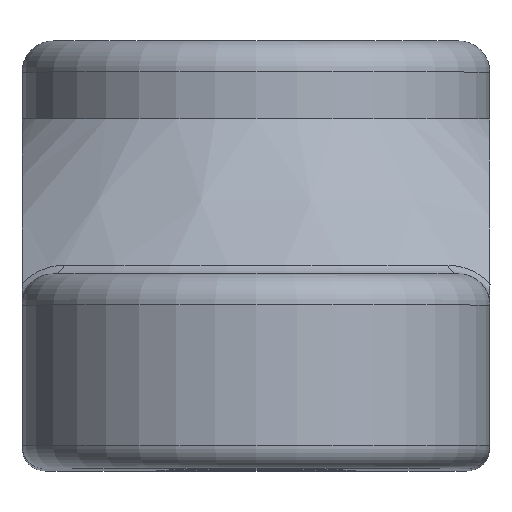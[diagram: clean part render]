
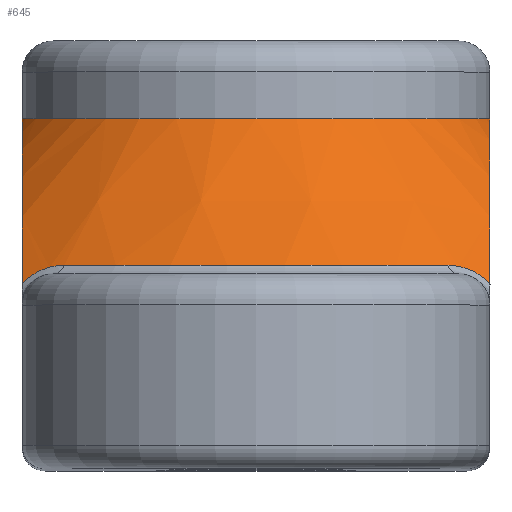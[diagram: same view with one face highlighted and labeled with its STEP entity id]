
A CAD part, top view. The second image highlights one B-rep face of the part: STEP entity #645.
In plain terms, the highlighted conical face has half-angle 45 degrees and reference radius 8 mm.
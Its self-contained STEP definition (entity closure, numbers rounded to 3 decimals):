
#15=CONICAL_SURFACE('',#725,8.,0.785);
#31=(
BOUNDED_CURVE()
B_SPLINE_CURVE(2,(#1043,#1044,#1045),.UNSPECIFIED.,.F.,.F.)
B_SPLINE_CURVE_WITH_KNOTS((3,3),(0.609,2.078),
 .UNSPECIFIED.)
CURVE()
GEOMETRIC_REPRESENTATION_ITEM()
RATIONAL_B_SPLINE_CURVE((1.5,2.,2.))
REPRESENTATION_ITEM('')
);
#32=(
BOUNDED_CURVE()
B_SPLINE_CURVE(2,(#1047,#1048,#1049),.UNSPECIFIED.,.F.,.F.)
B_SPLINE_CURVE_WITH_KNOTS((3,3),(-0.609,-0.577),
 .UNSPECIFIED.)
CURVE()
GEOMETRIC_REPRESENTATION_ITEM()
RATIONAL_B_SPLINE_CURVE((1.5,1.489,1.478))
REPRESENTATION_ITEM('')
);
#33=(
BOUNDED_CURVE()
B_SPLINE_CURVE(2,(#1280,#1281,#1282),.UNSPECIFIED.,.F.,.F.)
B_SPLINE_CURVE_WITH_KNOTS((3,3),(2.078,3.548),
 .UNSPECIFIED.)
CURVE()
GEOMETRIC_REPRESENTATION_ITEM()
RATIONAL_B_SPLINE_CURVE((2.,2.,1.5))
REPRESENTATION_ITEM('')
);
#34=(
BOUNDED_CURVE()
B_SPLINE_CURVE(2,(#1283,#1284,#1285),.UNSPECIFIED.,.F.,.F.)
B_SPLINE_CURVE_WITH_KNOTS((3,3),(3.548,3.58),
 .UNSPECIFIED.)
CURVE()
GEOMETRIC_REPRESENTATION_ITEM()
RATIONAL_B_SPLINE_CURVE((1.5,1.489,1.478))
REPRESENTATION_ITEM('')
);
#40=B_SPLINE_CURVE_WITH_KNOTS('',3,(#1199,#1200,#1201,#1202,#1203),
 .UNSPECIFIED.,.F.,.F.,(4,1,4),(0.332,0.379,0.464),
 .UNSPECIFIED.);
#43=B_SPLINE_CURVE_WITH_KNOTS('',3,(#1270,#1271,#1272,#1273,#1274,#1275),
 .UNSPECIFIED.,.F.,.F.,(4,1,1,4),(1.315,1.379,1.4,
1.447),.UNSPECIFIED.);
#86=FACE_OUTER_BOUND('',#130,.T.);
#130=EDGE_LOOP('',(#496,#497,#498,#499,#500,#501,#502,#503));
#230=CIRCLE('',#724,9.766);
#231=CIRCLE('',#726,6.);
#274=VERTEX_POINT('',#1038);
#275=VERTEX_POINT('',#1042);
#276=VERTEX_POINT('',#1046);
#289=VERTEX_POINT('',#1132);
#291=VERTEX_POINT('',#1205);
#293=VERTEX_POINT('',#1250);
#295=VERTEX_POINT('',#1277);
#296=VERTEX_POINT('',#1279);
#341=EDGE_CURVE('',#274,#275,#31,.F.);
#342=EDGE_CURVE('',#275,#276,#32,.T.);
#364=EDGE_CURVE('',#276,#289,#40,.T.);
#367=EDGE_CURVE('',#289,#291,#230,.T.);
#370=EDGE_CURVE('',#291,#293,#43,.T.);
#371=EDGE_CURVE('',#274,#295,#231,.T.);
#372=EDGE_CURVE('',#295,#296,#33,.T.);
#373=EDGE_CURVE('',#296,#293,#34,.T.);
#496=ORIENTED_EDGE('',*,*,#370,.F.);
#497=ORIENTED_EDGE('',*,*,#367,.F.);
#498=ORIENTED_EDGE('',*,*,#364,.F.);
#499=ORIENTED_EDGE('',*,*,#342,.F.);
#500=ORIENTED_EDGE('',*,*,#341,.F.);
#501=ORIENTED_EDGE('',*,*,#371,.T.);
#502=ORIENTED_EDGE('',*,*,#372,.T.);
#503=ORIENTED_EDGE('',*,*,#373,.T.);
#645=ADVANCED_FACE('',(#86),#15,.T.);
#724=AXIS2_PLACEMENT_3D('',#1209,#871,#872);
#725=AXIS2_PLACEMENT_3D('',#1276,#873,#874);
#726=AXIS2_PLACEMENT_3D('',#1278,#875,#876);
#871=DIRECTION('center_axis',(0.,-1.,0.));
#872=DIRECTION('ref_axis',(0.,0.,1.));
#873=DIRECTION('center_axis',(0.,-1.,0.));
#874=DIRECTION('ref_axis',(1.,0.,0.));
#875=DIRECTION('center_axis',(0.,-1.,0.));
#876=DIRECTION('ref_axis',(1.,0.,0.));
#1038=CARTESIAN_POINT('',(6.,4.,0.));
#1042=CARTESIAN_POINT('',(6.,0.,8.));
#1043=CARTESIAN_POINT('Ctrl Pts',(6.,0.,8.));
#1044=CARTESIAN_POINT('Ctrl Pts',(6.,4.,3.));
#1045=CARTESIAN_POINT('Ctrl Pts',(6.,4.,0.));
#1046=CARTESIAN_POINT('',(6.,-0.235,8.291));
#1047=CARTESIAN_POINT('Ctrl Pts',(6.,0.,8.));
#1048=CARTESIAN_POINT('Ctrl Pts',(6.,-0.115,8.144));
#1049=CARTESIAN_POINT('Ctrl Pts',(6.,-0.235,8.291));
#1132=CARTESIAN_POINT('',(4.915,0.234,8.439));
#1199=CARTESIAN_POINT('Ctrl Pts',(5.999,-0.235,8.292));
#1200=CARTESIAN_POINT('Ctrl Pts',(5.898,-0.131,8.238));
#1201=CARTESIAN_POINT('Ctrl Pts',(5.565,0.135,8.148));
#1202=CARTESIAN_POINT('Ctrl Pts',(5.147,0.234,8.304));
#1203=CARTESIAN_POINT('Ctrl Pts',(4.915,0.234,8.439));
#1205=CARTESIAN_POINT('',(-4.915,0.234,8.439));
#1209=CARTESIAN_POINT('Origin',(0.,0.234,
0.));
#1250=CARTESIAN_POINT('',(-6.,-0.235,8.291));
#1270=CARTESIAN_POINT('Ctrl Pts',(-4.915,0.234,8.439));
#1271=CARTESIAN_POINT('Ctrl Pts',(-5.089,0.234,8.337));
#1272=CARTESIAN_POINT('Ctrl Pts',(-5.339,0.191,8.232));
#1273=CARTESIAN_POINT('Ctrl Pts',(-5.725,0.006,
8.192));
#1274=CARTESIAN_POINT('Ctrl Pts',(-5.896,-0.131,8.239));
#1275=CARTESIAN_POINT('Ctrl Pts',(-5.997,-0.234,
8.293));
#1276=CARTESIAN_POINT('Origin',(0.,2.,0.));
#1277=CARTESIAN_POINT('',(-6.,4.,0.));
#1278=CARTESIAN_POINT('Origin',(0.,4.,0.));
#1279=CARTESIAN_POINT('',(-6.,0.,8.));
#1280=CARTESIAN_POINT('Ctrl Pts',(-6.,4.,0.));
#1281=CARTESIAN_POINT('Ctrl Pts',(-6.,4.,3.));
#1282=CARTESIAN_POINT('Ctrl Pts',(-6.,0.,8.));
#1283=CARTESIAN_POINT('Ctrl Pts',(-6.,0.,8.));
#1284=CARTESIAN_POINT('Ctrl Pts',(-6.,-0.115,
8.144));
#1285=CARTESIAN_POINT('Ctrl Pts',(-6.,-0.235,
8.291));
